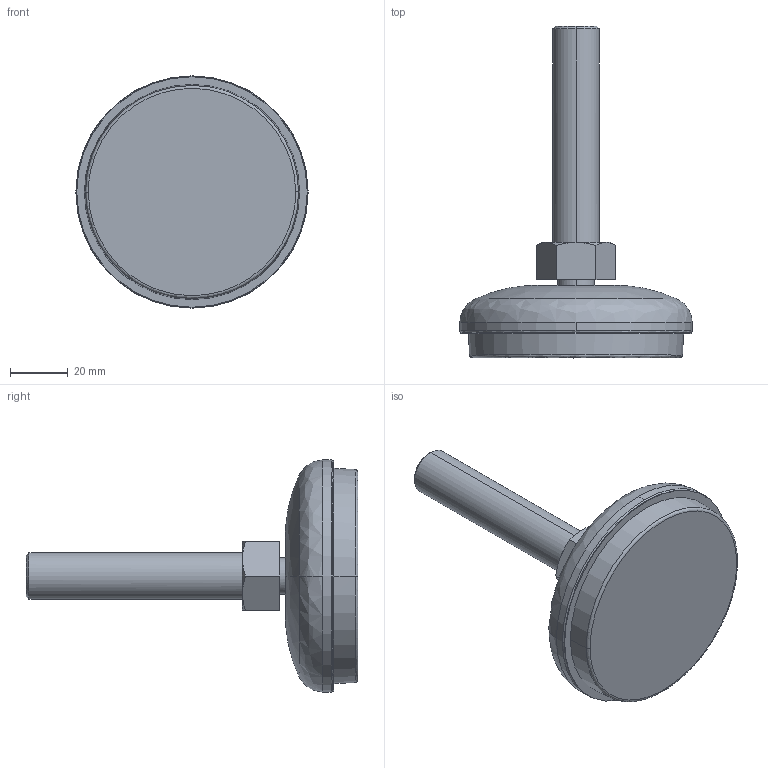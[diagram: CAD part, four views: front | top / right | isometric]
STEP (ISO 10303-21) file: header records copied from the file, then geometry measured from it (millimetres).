
FILE_DESCRIPTION (( 'STEP AP214' ), '1' );
FILE_NAME ('Rexnord-R0627 -642122.STEP', '2023-08-01T11:54:19', ( '' ), ( '' ), 'SwSTEP 2.0', 'SolidWorks 2022', '' );
FILE_SCHEMA (( 'AUTOMOTIVE_DESIGN' ));
Length unit declared in the file: millimetre
Products named in the file (3): Rexnord-R0627 -642122; Rexnord-R0627 -642122_M16; Rexnord-R0627 -642122_R0627
Assembly tree (2 placements, depth 2):
  Rexnord-R0627 -642122
    Rexnord-R0627 -642122_R0627
    Rexnord-R0627 -642122_M16
Bounding box: 80.5 x 115 x 80.5 mm (x, y, z)
Volume: 175373.8 mm3; surface area: 37498.6 mm2
Topology: 4 solids, 4 shells, 244 faces, 669 edges, 436 vertices
Faces by surface type: plane 79, bspline 77, cone 68, cylinder 20
Entity records: 12557 total; most frequent: CARTESIAN_POINT 4393, ORIENTED_EDGE 1338, DIRECTION 970, EDGE_CURVE 669, VERTEX_POINT 436, AXIS2_PLACEMENT_3D 413, B_SPLINE_CURVE_WITH_KNOTS 256, EDGE_LOOP 253
